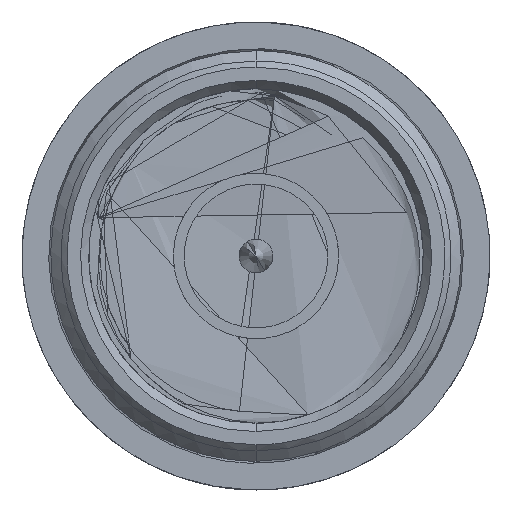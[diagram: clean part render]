
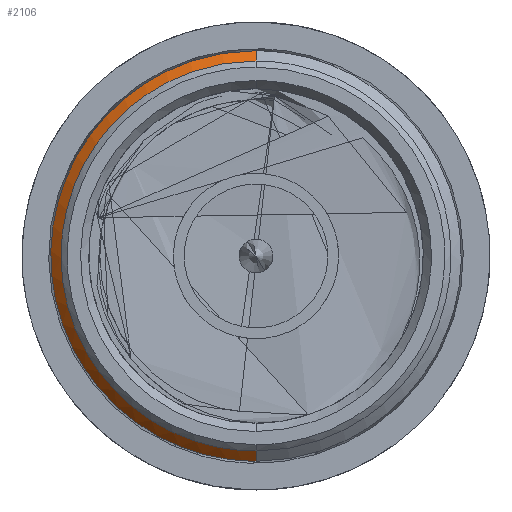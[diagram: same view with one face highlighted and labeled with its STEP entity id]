
A CAD part, front view. The second image highlights one B-rep face of the part: STEP entity #2106.
In plain terms, the highlighted conical face has half-angle 45 degrees and reference radius 9.5 mm.
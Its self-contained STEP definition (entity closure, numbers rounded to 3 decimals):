
#431 = CARTESIAN_POINT ( 'NONE',  ( -6.185, -6.986, 24.784 ) ) ;
#464 = CARTESIAN_POINT ( 'NONE',  ( 2.116, -6.486, 30. ) ) ;
#772 = CARTESIAN_POINT ( 'NONE',  ( -0.502, -6.486, 10.26 ) ) ;
#908 = EDGE_CURVE ( 'NONE', #8786, #6616, #14635, .T. ) ;
#1112 = EDGE_CURVE ( 'NONE', #10441, #8786, #2639, .T. ) ;
#1583 = CARTESIAN_POINT ( 'NONE',  ( 0.872, -6.986, 10.5 ) ) ;
#1751 = CARTESIAN_POINT ( 'NONE',  ( -7.137, -6.986, 22.487 ) ) ;
#1913 = EDGE_CURVE ( 'NONE', #10441, #7608, #2507, .T. ) ;
#2008 = CARTESIAN_POINT ( 'NONE',  ( -5.881, -6.486, 13.855 ) ) ;
#2084 = CARTESIAN_POINT ( 'NONE',  ( -0.502, -6.486, 29.74 ) ) ;
#2106 = ADVANCED_FACE ( 'NONE', ( #16259 ), #12367, .T. ) ;
#2494 = CARTESIAN_POINT ( 'NONE',  ( 2.116, -6.486, 10. ) ) ;
#2507 = B_SPLINE_CURVE_WITH_KNOTS ( 'NONE', 3,
 ( #9086, #6867, #10570, #9171, #15596, #8106, #431, #1751, #8021, #11889, #13123, #14113, #2824, #7854, #7937, #12869, #1583, #9580 ),
 .UNSPECIFIED., .F., .F.,
 ( 4, 2, 2, 2, 2, 2, 2, 2, 4 ),
 ( 0., 0.125, 0.25, 0.375, 0.5, 0.625, 0.75, 0.875, 1. ),
 .UNSPECIFIED. ) ;
#2639 = B_SPLINE_CURVE_WITH_KNOTS ( 'NONE', 3,
 ( #15378, #5409, #10437, #464 ),
 .UNSPECIFIED., .F., .F.,
 ( 4, 4 ),
 ( 0., 1. ),
 .UNSPECIFIED. ) ;
#2824 = CARTESIAN_POINT ( 'NONE',  ( -5.481, -6.986, 14.162 ) ) ;
#3007 = CARTESIAN_POINT ( 'NONE',  ( -2.92, -6.486, 11.262 ) ) ;
#3228 = CARTESIAN_POINT ( 'NONE',  ( 2.116, -6.819, 10.333 ) ) ;
#4324 = CARTESIAN_POINT ( 'NONE',  ( -2.92, -6.486, 28.738 ) ) ;
#4729 = DIRECTION ( 'NONE',  ( 0., 1., 0. ) ) ;
#5210 = ORIENTED_EDGE ( 'NONE', *, *, #908, .T. ) ;
#5268 = AXIS2_PLACEMENT_3D ( 'NONE', #8441, #4729, #5887 ) ;
#5409 = CARTESIAN_POINT ( 'NONE',  ( 2.116, -6.819, 29.667 ) ) ;
#5641 = CARTESIAN_POINT ( 'NONE',  ( 2.116, -6.486, 30. ) ) ;
#5887 = DIRECTION ( 'NONE',  ( 0., 0., 1. ) ) ;
#6100 = CARTESIAN_POINT ( 'NONE',  ( 2.116, -6.653, 10.167 ) ) ;
#6616 = VERTEX_POINT ( 'NONE', #2494 ) ;
#6867 = CARTESIAN_POINT ( 'NONE',  ( 0.872, -6.986, 29.5 ) ) ;
#6880 = CARTESIAN_POINT ( 'NONE',  ( 0.807, -6.486, 10. ) ) ;
#7040 = CARTESIAN_POINT ( 'NONE',  ( 0.807, -6.486, 30. ) ) ;
#7416 = CARTESIAN_POINT ( 'NONE',  ( 2.116, -6.986, 10.5 ) ) ;
#7608 = VERTEX_POINT ( 'NONE', #7416 ) ;
#7854 = CARTESIAN_POINT ( 'NONE',  ( -3.722, -6.986, 12.403 ) ) ;
#7937 = CARTESIAN_POINT ( 'NONE',  ( -2.669, -6.986, 11.699 ) ) ;
#8021 = CARTESIAN_POINT ( 'NONE',  ( -7.384, -6.986, 21.244 ) ) ;
#8106 = CARTESIAN_POINT ( 'NONE',  ( -5.481, -6.986, 25.838 ) ) ;
#8120 = CARTESIAN_POINT ( 'NONE',  ( 2.116, -6.486, 10. ) ) ;
#8355 = CARTESIAN_POINT ( 'NONE',  ( -7.624, -6.486, 17.383 ) ) ;
#8441 = CARTESIAN_POINT ( 'NONE',  ( 2.116, -6.986, 20. ) ) ;
#8786 = VERTEX_POINT ( 'NONE', #12479 ) ;
#9086 = CARTESIAN_POINT ( 'NONE',  ( 2.116, -6.986, 29.5 ) ) ;
#9171 = CARTESIAN_POINT ( 'NONE',  ( -2.669, -6.986, 28.301 ) ) ;
#9230 = B_SPLINE_CURVE_WITH_KNOTS ( 'NONE', 3,
 ( #12191, #6100, #3228, #14514 ),
 .UNSPECIFIED., .F., .F.,
 ( 4, 4 ),
 ( 0., 1. ),
 .UNSPECIFIED. ) ;
#9509 = CARTESIAN_POINT ( 'NONE',  ( -6.622, -6.486, 25.036 ) ) ;
#9580 = CARTESIAN_POINT ( 'NONE',  ( 2.116, -6.986, 10.5 ) ) ;
#10437 = CARTESIAN_POINT ( 'NONE',  ( 2.116, -6.653, 29.833 ) ) ;
#10441 = VERTEX_POINT ( 'NONE', #14630 ) ;
#10570 = CARTESIAN_POINT ( 'NONE',  ( -0.371, -6.986, 29.253 ) ) ;
#11889 = CARTESIAN_POINT ( 'NONE',  ( -7.384, -6.986, 18.756 ) ) ;
#12059 = CARTESIAN_POINT ( 'NONE',  ( -6.622, -6.486, 14.964 ) ) ;
#12137 = CARTESIAN_POINT ( 'NONE',  ( -7.884, -6.486, 18.691 ) ) ;
#12191 = CARTESIAN_POINT ( 'NONE',  ( 2.116, -6.486, 10. ) ) ;
#12367 = CONICAL_SURFACE ( 'NONE', #5268, 9.5, 0.785 ) ;
#12401 = ORIENTED_EDGE ( 'NONE', *, *, #1913, .F. ) ;
#12479 = CARTESIAN_POINT ( 'NONE',  ( 2.116, -6.486, 30. ) ) ;
#12869 = CARTESIAN_POINT ( 'NONE',  ( -0.371, -6.986, 10.747 ) ) ;
#13123 = CARTESIAN_POINT ( 'NONE',  ( -7.137, -6.986, 17.513 ) ) ;
#13217 = CARTESIAN_POINT ( 'NONE',  ( -5.881, -6.486, 26.145 ) ) ;
#13298 = CARTESIAN_POINT ( 'NONE',  ( -7.624, -6.486, 22.617 ) ) ;
#14113 = CARTESIAN_POINT ( 'NONE',  ( -6.185, -6.986, 15.216 ) ) ;
#14292 = CARTESIAN_POINT ( 'NONE',  ( -4.03, -6.486, 27.997 ) ) ;
#14317 = ORIENTED_EDGE ( 'NONE', *, *, #14695, .T. ) ;
#14375 = CARTESIAN_POINT ( 'NONE',  ( -7.884, -6.486, 21.309 ) ) ;
#14514 = CARTESIAN_POINT ( 'NONE',  ( 2.116, -6.986, 10.5 ) ) ;
#14538 = CARTESIAN_POINT ( 'NONE',  ( -4.03, -6.486, 12.003 ) ) ;
#14630 = CARTESIAN_POINT ( 'NONE',  ( 2.116, -6.986, 29.5 ) ) ;
#14635 = B_SPLINE_CURVE_WITH_KNOTS ( 'NONE', 3,
 ( #5641, #7040, #2084, #4324, #14292, #13217, #9509, #13298, #14375, #12137, #8355, #12059, #2008, #14538, #3007, #772, #6880, #8120 ),
 .UNSPECIFIED., .F., .F.,
 ( 4, 2, 2, 2, 2, 2, 2, 2, 4 ),
 ( 0., 0.125, 0.25, 0.375, 0.5, 0.625, 0.75, 0.875, 1. ),
 .UNSPECIFIED. ) ;
#14695 = EDGE_CURVE ( 'NONE', #6616, #7608, #9230, .T. ) ;
#14905 = EDGE_LOOP ( 'NONE', ( #15548, #5210, #14317, #12401 ) ) ;
#15378 = CARTESIAN_POINT ( 'NONE',  ( 2.116, -6.986, 29.5 ) ) ;
#15548 = ORIENTED_EDGE ( 'NONE', *, *, #1112, .T. ) ;
#15596 = CARTESIAN_POINT ( 'NONE',  ( -3.722, -6.986, 27.597 ) ) ;
#16259 = FACE_OUTER_BOUND ( 'NONE', #14905, .T. ) ;
